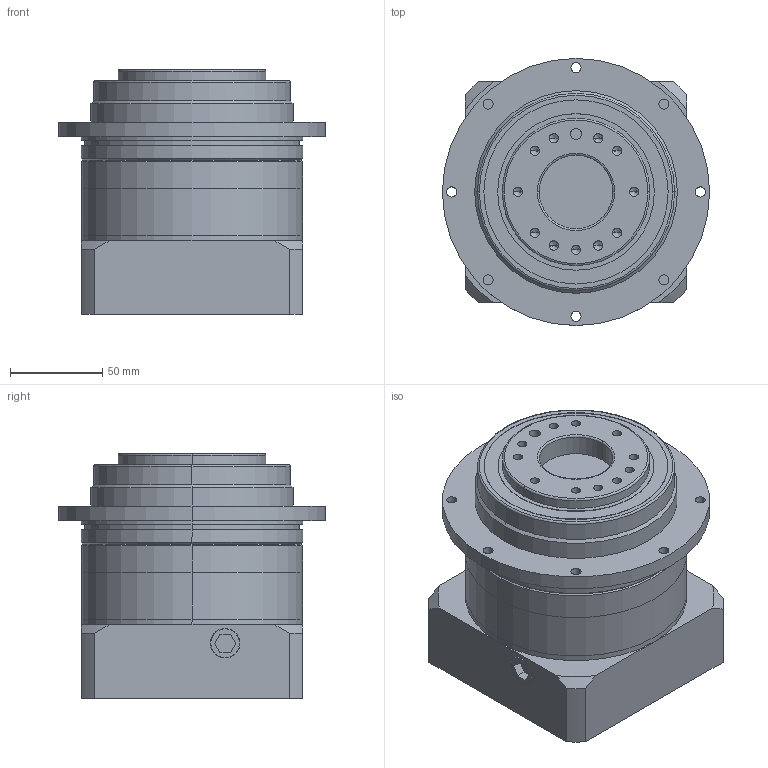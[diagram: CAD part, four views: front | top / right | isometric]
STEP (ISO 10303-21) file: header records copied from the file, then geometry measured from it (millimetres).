
FILE_DESCRIPTION (( 'STEP AP214' ), '1' );
FILE_NAME ('VGH110单级模型（19-55 95-5 4-9-130）.STEP', '2018-07-21T01:37:31', ( 'Windows' ), ( 'Microsoft' ), 'SwSTEP 2.0', 'SolidWorks 2016', '' );
FILE_SCHEMA (( 'AUTOMOTIVE_DESIGN' ));
Length unit declared in the file: millimetre
Products named in the file (1): VGH110单级模型（19-55 95-5 4-9-130）
Bounding box: 145 x 145 x 133 mm (x, y, z)
Volume: 1378589 mm3; surface area: 172389.8 mm2
Topology: 4 solids, 4 shells, 263 faces, 635 edges, 391 vertices
Faces by surface type: cylinder 123, plane 94, cone 40, torus 6
Entity records: 8204 total; most frequent: DIRECTION 1407, CARTESIAN_POINT 1284, ORIENTED_EDGE 1210, EDGE_CURVE 605, AXIS2_PLACEMENT_3D 546, VERTEX_POINT 391, EDGE_LOOP 322, VECTOR 315
